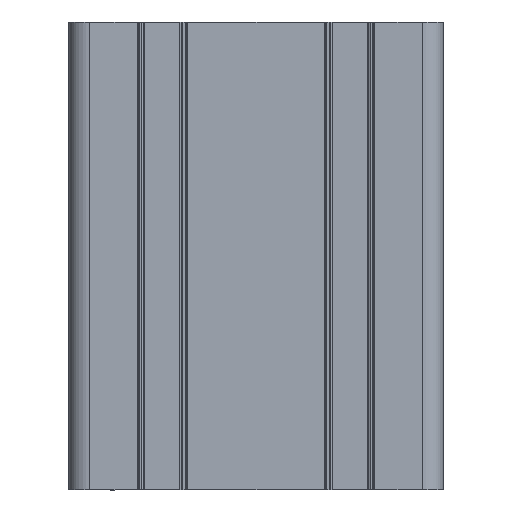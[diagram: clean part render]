
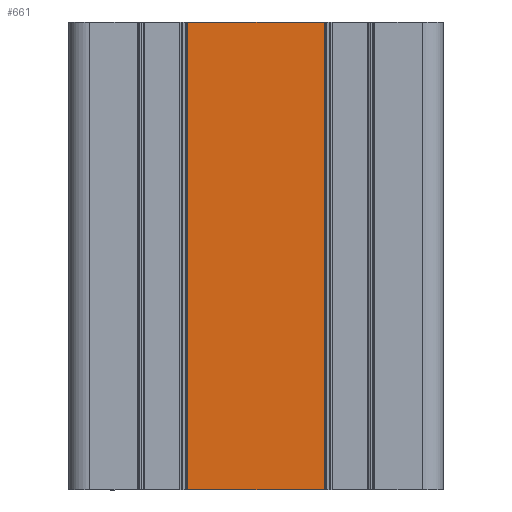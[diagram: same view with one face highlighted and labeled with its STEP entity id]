
A CAD part, front view. The second image highlights one B-rep face of the part: STEP entity #661.
In plain terms, the highlighted planar face has unit normal (0, -1, 0).
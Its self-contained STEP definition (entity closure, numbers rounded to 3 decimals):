
#353 = CARTESIAN_POINT ( 'NONE',  ( 7220.01, 2341.132, 0. ) ) ;
#463 = FACE_OUTER_BOUND ( 'NONE', #16344, .T. ) ;
#661 = ADVANCED_FACE ( 'NONE', ( #463 ), #10703, .F. ) ;
#1574 = CARTESIAN_POINT ( 'NONE',  ( 7220.01, 2341.132, 100. ) ) ;
#1579 = DIRECTION ( 'NONE',  ( 0., 0., 1. ) ) ;
#1666 = VERTEX_POINT ( 'NONE', #353 ) ;
#2303 = VECTOR ( 'NONE', #12644, 1000. ) ;
#2905 = CARTESIAN_POINT ( 'NONE',  ( 7249.21, 2341.132, 100. ) ) ;
#3149 = VECTOR ( 'NONE', #18324, 1000. ) ;
#3170 = VERTEX_POINT ( 'NONE', #10078 ) ;
#4813 = DIRECTION ( 'NONE',  ( 1., 0., 0. ) ) ;
#4849 = ORIENTED_EDGE ( 'NONE', *, *, #6375, .F. ) ;
#4912 = CARTESIAN_POINT ( 'NONE',  ( 7194.91, 2341.132, 100. ) ) ;
#5038 = ORIENTED_EDGE ( 'NONE', *, *, #11794, .T. ) ;
#6375 = EDGE_CURVE ( 'NONE', #1666, #8290, #11003, .T. ) ;
#6988 = CARTESIAN_POINT ( 'NONE',  ( 7220.01, 2341.132, 100. ) ) ;
#8290 = VERTEX_POINT ( 'NONE', #6988 ) ;
#10078 = CARTESIAN_POINT ( 'NONE',  ( 7249.21, 2341.132, 0. ) ) ;
#10667 = DIRECTION ( 'NONE',  ( -1., 0., 0. ) ) ;
#10683 = DIRECTION ( 'NONE',  ( 0., 1., 0. ) ) ;
#10703 = PLANE ( 'NONE',  #14846 ) ;
#10804 = EDGE_CURVE ( 'NONE', #8290, #12880, #16784, .T. ) ;
#10949 = CARTESIAN_POINT ( 'NONE',  ( 7220.01, 2341.132, 100. ) ) ;
#11003 = LINE ( 'NONE', #1574, #14894 ) ;
#11794 = EDGE_CURVE ( 'NONE', #1666, #3170, #16563, .T. ) ;
#12644 = DIRECTION ( 'NONE',  ( 1., 0., 0. ) ) ;
#12789 = CARTESIAN_POINT ( 'NONE',  ( 7220.01, 2341.132, 0. ) ) ;
#12880 = VERTEX_POINT ( 'NONE', #2905 ) ;
#13638 = EDGE_CURVE ( 'NONE', #12880, #3170, #18673, .T. ) ;
#14238 = ORIENTED_EDGE ( 'NONE', *, *, #10804, .F. ) ;
#14846 = AXIS2_PLACEMENT_3D ( 'NONE', #10949, #10683, #10667 ) ;
#14894 = VECTOR ( 'NONE', #1579, 1000. ) ;
#15246 = ORIENTED_EDGE ( 'NONE', *, *, #13638, .F. ) ;
#16344 = EDGE_LOOP ( 'NONE', ( #15246, #14238, #4849, #5038 ) ) ;
#16346 = VECTOR ( 'NONE', #4813, 1000. ) ;
#16563 = LINE ( 'NONE', #12789, #2303 ) ;
#16784 = LINE ( 'NONE', #4912, #16346 ) ;
#17886 = CARTESIAN_POINT ( 'NONE',  ( 7249.21, 2341.132, 100. ) ) ;
#18324 = DIRECTION ( 'NONE',  ( 0., 0., -1. ) ) ;
#18673 = LINE ( 'NONE', #17886, #3149 ) ;
